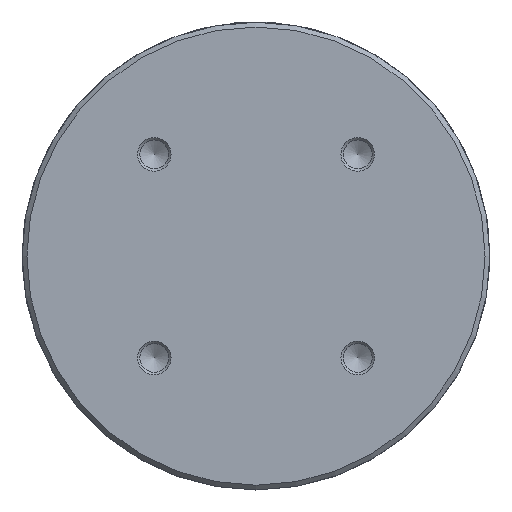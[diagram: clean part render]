
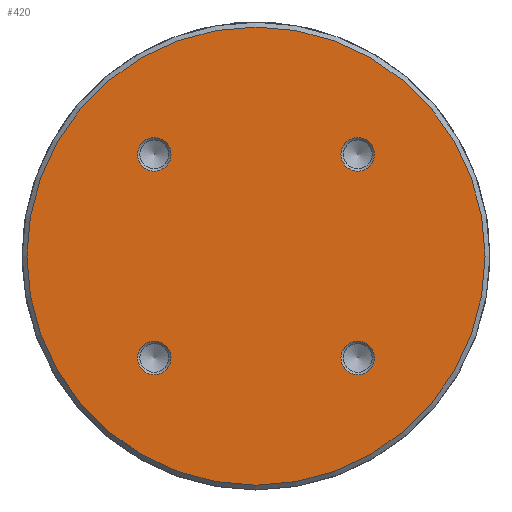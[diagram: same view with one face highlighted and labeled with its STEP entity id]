
A CAD part, front view. The second image highlights one B-rep face of the part: STEP entity #420.
In plain terms, the highlighted face is planar.
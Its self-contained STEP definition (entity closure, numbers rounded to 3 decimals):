
#2 = VERTEX_POINT ( 'NONE', #6354 ) ;
#303 = EDGE_LOOP ( 'NONE', ( #931 ) ) ;
#335 = DIRECTION ( 'NONE',  ( 0., 0., 1. ) ) ;
#420 = ADVANCED_FACE ( 'NONE', ( #5385, #5221, #5309, #3635, #5231 ), #7442, .F. ) ;
#745 = VERTEX_POINT ( 'NONE', #983 ) ;
#806 = EDGE_CURVE ( 'NONE', #745, #745, #4577, .T. ) ;
#931 = ORIENTED_EDGE ( 'NONE', *, *, #5973, .F. ) ;
#983 = CARTESIAN_POINT ( 'NONE',  ( -49.426, 42.426, 0. ) ) ;
#1123 = AXIS2_PLACEMENT_3D ( 'NONE', #5328, #1771, #5919 ) ;
#1126 = ORIENTED_EDGE ( 'NONE', *, *, #7342, .T. ) ;
#1303 = CIRCLE ( 'NONE', #2098, 95.5 ) ;
#1771 = DIRECTION ( 'NONE',  ( 0., 0., 1. ) ) ;
#2079 = CARTESIAN_POINT ( 'NONE',  ( 42.426, 42.426, 0. ) ) ;
#2098 = AXIS2_PLACEMENT_3D ( 'NONE', #3885, #335, #4488 ) ;
#2180 = CARTESIAN_POINT ( 'NONE',  ( 49.426, 42.426, 0. ) ) ;
#2237 = CARTESIAN_POINT ( 'NONE',  ( 95.5, 0., 0. ) ) ;
#2301 = CARTESIAN_POINT ( 'NONE',  ( -42.426, 42.426, 0. ) ) ;
#2322 = VERTEX_POINT ( 'NONE', #2180 ) ;
#2593 = ORIENTED_EDGE ( 'NONE', *, *, #3638, .F. ) ;
#2676 = DIRECTION ( 'NONE',  ( 1., 0., 0. ) ) ;
#2906 = DIRECTION ( 'NONE',  ( -1., 0., 0. ) ) ;
#2956 = CARTESIAN_POINT ( 'NONE',  ( 42.426, -42.426, 0. ) ) ;
#3020 = AXIS2_PLACEMENT_3D ( 'NONE', #2079, #6225, #2676 ) ;
#3047 = AXIS2_PLACEMENT_3D ( 'NONE', #2956, #7103, #3574 ) ;
#3574 = DIRECTION ( 'NONE',  ( 1., 0., 0. ) ) ;
#3635 = FACE_BOUND ( 'NONE', #4168, .T. ) ;
#3638 = EDGE_CURVE ( 'NONE', #2322, #2322, #3766, .T. ) ;
#3766 = CIRCLE ( 'NONE', #3020, 7. ) ;
#3815 = EDGE_LOOP ( 'NONE', ( #1126 ) ) ;
#3885 = CARTESIAN_POINT ( 'NONE',  ( 0., 0., 0. ) ) ;
#3913 = CARTESIAN_POINT ( 'NONE',  ( 0., 0., 0. ) ) ;
#4049 = VERTEX_POINT ( 'NONE', #4620 ) ;
#4168 = EDGE_LOOP ( 'NONE', ( #2593 ) ) ;
#4355 = AXIS2_PLACEMENT_3D ( 'NONE', #3913, #6007, #7531 ) ;
#4488 = DIRECTION ( 'NONE',  ( 1., 0., 0. ) ) ;
#4523 = ORIENTED_EDGE ( 'NONE', *, *, #7591, .T. ) ;
#4577 = CIRCLE ( 'NONE', #7126, 7. ) ;
#4620 = CARTESIAN_POINT ( 'NONE',  ( 49.426, -42.426, 0. ) ) ;
#4749 = CIRCLE ( 'NONE', #1123, 7. ) ;
#5198 = EDGE_LOOP ( 'NONE', ( #4523 ) ) ;
#5221 = FACE_BOUND ( 'NONE', #6665, .T. ) ;
#5231 = FACE_OUTER_BOUND ( 'NONE', #5198, .T. ) ;
#5309 = FACE_BOUND ( 'NONE', #3815, .T. ) ;
#5328 = CARTESIAN_POINT ( 'NONE',  ( -42.426, -42.426, 0. ) ) ;
#5385 = FACE_BOUND ( 'NONE', #303, .T. ) ;
#5919 = DIRECTION ( 'NONE',  ( -1., 0., 0. ) ) ;
#5968 = VERTEX_POINT ( 'NONE', #2237 ) ;
#5973 = EDGE_CURVE ( 'NONE', #2, #2, #4749, .T. ) ;
#6007 = DIRECTION ( 'NONE',  ( 0., 0., -1. ) ) ;
#6225 = DIRECTION ( 'NONE',  ( 0., 0., 1. ) ) ;
#6354 = CARTESIAN_POINT ( 'NONE',  ( -49.426, -42.426, 0. ) ) ;
#6459 = DIRECTION ( 'NONE',  ( 0., 0., -1. ) ) ;
#6482 = CIRCLE ( 'NONE', #3047, 7. ) ;
#6665 = EDGE_LOOP ( 'NONE', ( #7149 ) ) ;
#7103 = DIRECTION ( 'NONE',  ( 0., 0., -1. ) ) ;
#7126 = AXIS2_PLACEMENT_3D ( 'NONE', #2301, #6459, #2906 ) ;
#7149 = ORIENTED_EDGE ( 'NONE', *, *, #806, .T. ) ;
#7342 = EDGE_CURVE ( 'NONE', #4049, #4049, #6482, .T. ) ;
#7442 = PLANE ( 'NONE',  #4355 ) ;
#7531 = DIRECTION ( 'NONE',  ( -1., 0., 0. ) ) ;
#7591 = EDGE_CURVE ( 'NONE', #5968, #5968, #1303, .T. ) ;
